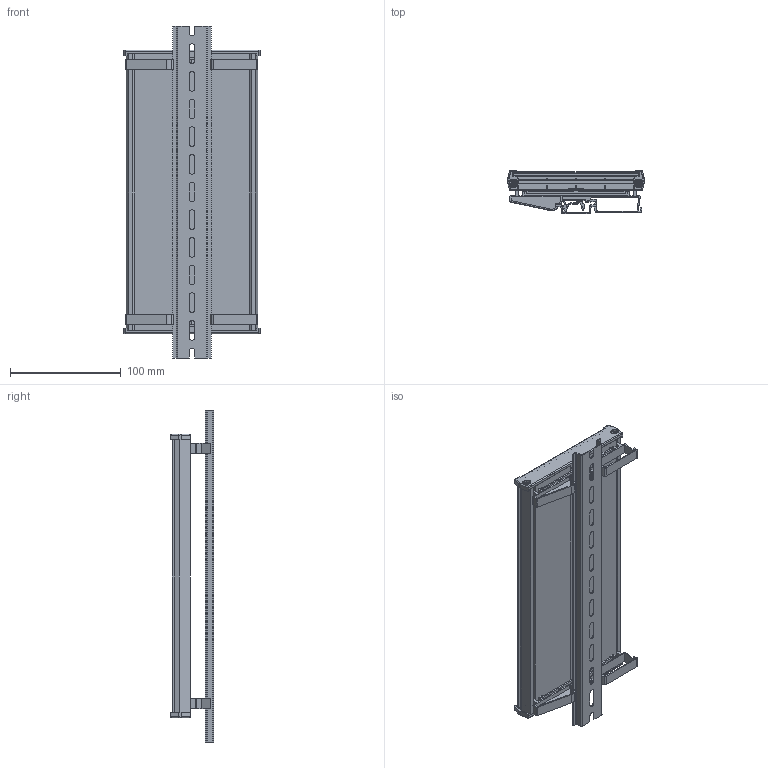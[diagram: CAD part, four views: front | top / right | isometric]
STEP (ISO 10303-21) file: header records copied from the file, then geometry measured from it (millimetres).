
FILE_DESCRIPTION (( 'STEP AP214' ), '1' );
FILE_NAME ('PHCR-250.STEP', '2022-01-24T11:21:52', ( '' ), ( '' ), 'SwSTEP 2.0', 'SolidWorks 2017', '' );
FILE_SCHEMA (( 'AUTOMOTIVE_DESIGN' ));
Length unit declared in the file: millimetre
Products named in the file (18): End Piece_Big; Rail-150_Rail Length - 250; Rail-150; Mounting Foot_Big; Side Screw; PCB-108; PHCR-250; Profile - 108; PCB-108_PCB-250; Profile - 108_Profile-250
Assembly tree (11 placements, depth 2):
  End Piece_Big
  Rail-150
  End Piece_Big
  Mounting Foot_Big
  Side Screw
Bounding box: 123.8 x 39 x 300 mm (x, y, z)
Volume: 155935.4 mm3; surface area: 215458.1 mm2
Topology: 15 solids, 15 shells, 1252 faces, 3480 edges, 2260 vertices
Faces by surface type: plane 762, cylinder 398, torus 42, bspline 20, cone 20, sphere 10
Entity records: 27149 total; most frequent: CARTESIAN_POINT 4205, ORIENTED_EDGE 3858, DIRECTION 3731, EDGE_CURVE 1929, LINE 1433, VECTOR 1433, VERTEX_POINT 1263, AXIS2_PLACEMENT_3D 1149
